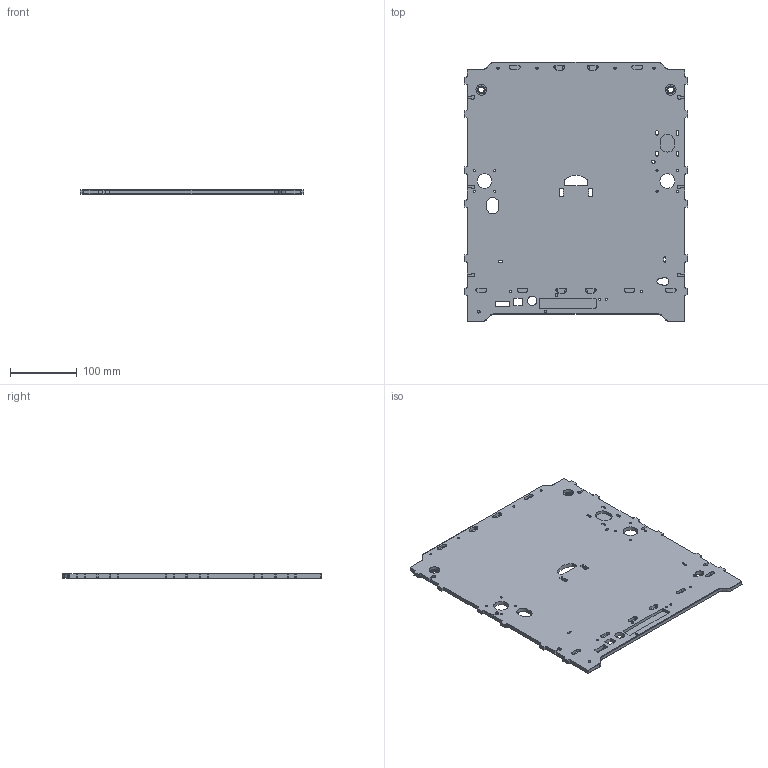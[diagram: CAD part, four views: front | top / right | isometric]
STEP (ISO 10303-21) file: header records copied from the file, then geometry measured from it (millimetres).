
FILE_DESCRIPTION (( 'STEP AP214' ), '1' );
FILE_NAME ('1231-B2P-B.STEP', '2013-11-18T22:18:48', ( '3DAssist' ), ( '' ), 'SwSTEP 2.0', 'SolidWorks 2013', '' );
FILE_SCHEMA (( 'AUTOMOTIVE_DESIGN' ));
Length unit declared in the file: millimetre
Products named in the file (1): 1231-B2P-B
Bounding box: 334.2 x 388 x 6 mm (x, y, z)
Volume: 709867.9 mm3; surface area: 259655 mm2
Topology: 1 solids, 1 shells, 413 faces, 1132 edges, 740 vertices
Faces by surface type: plane 218, cylinder 179, cone 16
Full cylindrical faces by diameter (mm): 3.2 x16, 4 x3, 8.5 x2, 11.5 x2, 14.3 x1, 16 x2, 22.2 x2
Entity records: 13126 total; most frequent: DIRECTION 2294, CARTESIAN_POINT 2274, ORIENTED_EDGE 2200, EDGE_CURVE 1100, AXIS2_PLACEMENT_3D 788, VERTEX_POINT 736, LINE 718, VECTOR 718
